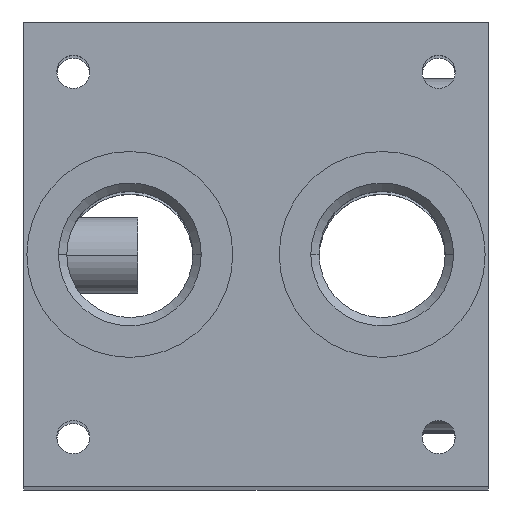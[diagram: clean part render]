
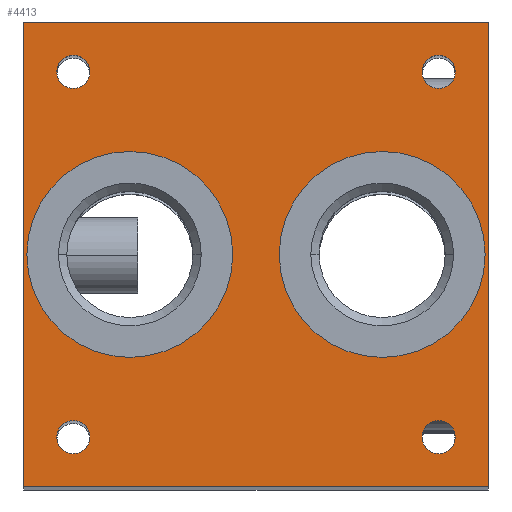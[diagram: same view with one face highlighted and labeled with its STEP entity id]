
A CAD part, top view. The second image highlights one B-rep face of the part: STEP entity #4413.
In plain terms, the highlighted planar face has unit normal (0, 0, 1).
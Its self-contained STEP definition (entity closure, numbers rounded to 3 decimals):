
#123 = DIRECTION ( 'NONE',  ( 0., 0., 1. ) ) ;
#125 = DIRECTION ( 'NONE',  ( 1., 0., 0. ) ) ;
#350 = ORIENTED_EDGE ( 'NONE', *, *, #8007, .T. ) ;
#356 = DIRECTION ( 'NONE',  ( 1., 0., 0. ) ) ;
#376 = DIRECTION ( 'NONE',  ( 1., 0., 0. ) ) ;
#404 = VECTOR ( 'NONE', #7727, 1000. ) ;
#431 = DIRECTION ( 'NONE',  ( 0., 0., 1. ) ) ;
#500 = CIRCLE ( 'NONE', #3123, 2.5 ) ;
#562 = EDGE_CURVE ( 'NONE', #4444, #7044, #5290, .T. ) ;
#624 = EDGE_CURVE ( 'NONE', #7044, #4444, #6790, .T. ) ;
#640 = AXIS2_PLACEMENT_3D ( 'NONE', #5899, #123, #4633 ) ;
#688 = ORIENTED_EDGE ( 'NONE', *, *, #562, .F. ) ;
#767 = CARTESIAN_POINT ( 'NONE',  ( -93.058, -1.295, 135. ) ) ;
#866 = CARTESIAN_POINT ( 'NONE',  ( -23.058, 68.705, 135. ) ) ;
#1039 = EDGE_CURVE ( 'NONE', #7439, #3982, #5684, .T. ) ;
#1053 = VERTEX_POINT ( 'NONE', #5201 ) ;
#1069 = ORIENTED_EDGE ( 'NONE', *, *, #6336, .F. ) ;
#1077 = CARTESIAN_POINT ( 'NONE',  ( -88.058, 61.205, 135. ) ) ;
#1190 = EDGE_CURVE ( 'NONE', #3655, #7544, #1433, .T. ) ;
#1388 = VERTEX_POINT ( 'NONE', #5598 ) ;
#1401 = FACE_BOUND ( 'NONE', #7681, .T. ) ;
#1433 = LINE ( 'NONE', #866, #7897 ) ;
#1569 = EDGE_LOOP ( 'NONE', ( #688, #7458 ) ) ;
#1665 = CARTESIAN_POINT ( 'NONE',  ( -30.558, 61.205, 135. ) ) ;
#1872 = ORIENTED_EDGE ( 'NONE', *, *, #2891, .F. ) ;
#2005 = VERTEX_POINT ( 'NONE', #5080 ) ;
#2020 = VECTOR ( 'NONE', #4063, 1000. ) ;
#2228 = LINE ( 'NONE', #5357, #2020 ) ;
#2248 = DIRECTION ( 'NONE',  ( 0., 0., 1. ) ) ;
#2314 = DIRECTION ( 'NONE',  ( 1., 0., 0. ) ) ;
#2333 = CARTESIAN_POINT ( 'NONE',  ( -23.058, -1.295, 135. ) ) ;
#2340 = DIRECTION ( 'NONE',  ( 0., 0., 1. ) ) ;
#2352 = EDGE_CURVE ( 'NONE', #5693, #2005, #7678, .T. ) ;
#2384 = CIRCLE ( 'NONE', #6560, 15.5 ) ;
#2517 = CARTESIAN_POINT ( 'NONE',  ( -33.058, 61.205, 135. ) ) ;
#2764 = CARTESIAN_POINT ( 'NONE',  ( -88.058, 6.205, 135. ) ) ;
#2824 = LINE ( 'NONE', #767, #7758 ) ;
#2864 = EDGE_LOOP ( 'NONE', ( #5688, #8137 ) ) ;
#2891 = EDGE_CURVE ( 'NONE', #7772, #3104, #4349, .T. ) ;
#2953 = AXIS2_PLACEMENT_3D ( 'NONE', #8075, #4216, #356 ) ;
#2992 = DIRECTION ( 'NONE',  ( 0., 0., 1. ) ) ;
#3005 = CARTESIAN_POINT ( 'NONE',  ( -83.058, 61.205, 135. ) ) ;
#3040 = EDGE_CURVE ( 'NONE', #4572, #7104, #6670, .T. ) ;
#3053 = ORIENTED_EDGE ( 'NONE', *, *, #3262, .T. ) ;
#3104 = VERTEX_POINT ( 'NONE', #7087 ) ;
#3106 = ORIENTED_EDGE ( 'NONE', *, *, #1039, .F. ) ;
#3123 = AXIS2_PLACEMENT_3D ( 'NONE', #3467, #7976, #4115 ) ;
#3132 = FACE_OUTER_BOUND ( 'NONE', #6891, .T. ) ;
#3222 = CARTESIAN_POINT ( 'NONE',  ( -93.058, 68.705, 135. ) ) ;
#3257 = DIRECTION ( 'NONE',  ( 0., 0., 1. ) ) ;
#3262 = EDGE_CURVE ( 'NONE', #1388, #1053, #2228, .T. ) ;
#3315 = CARTESIAN_POINT ( 'NONE',  ( -23.058, 68.705, 135. ) ) ;
#3334 = FACE_BOUND ( 'NONE', #3973, .T. ) ;
#3336 = DIRECTION ( 'NONE',  ( 0., 0., 1. ) ) ;
#3467 = CARTESIAN_POINT ( 'NONE',  ( -30.558, 6.205, 135. ) ) ;
#3510 = AXIS2_PLACEMENT_3D ( 'NONE', #1665, #6190, #2314 ) ;
#3601 = DIRECTION ( 'NONE',  ( 0., 0., 1. ) ) ;
#3655 = VERTEX_POINT ( 'NONE', #2333 ) ;
#3768 = AXIS2_PLACEMENT_3D ( 'NONE', #7629, #3784, #8293 ) ;
#3784 = DIRECTION ( 'NONE',  ( 0., 0., 1. ) ) ;
#3803 = CARTESIAN_POINT ( 'NONE',  ( -33.058, 6.205, 135. ) ) ;
#3930 = CIRCLE ( 'NONE', #3510, 2.5 ) ;
#3973 = EDGE_LOOP ( 'NONE', ( #5226, #6202 ) ) ;
#3982 = VERTEX_POINT ( 'NONE', #6023 ) ;
#3991 = PLANE ( 'NONE',  #640 ) ;
#4063 = DIRECTION ( 'NONE',  ( 0., -1., 0. ) ) ;
#4115 = DIRECTION ( 'NONE',  ( 1., 0., 0. ) ) ;
#4216 = DIRECTION ( 'NONE',  ( 0., 0., 1. ) ) ;
#4237 = DIRECTION ( 'NONE',  ( 0., 0., 1. ) ) ;
#4297 = CARTESIAN_POINT ( 'NONE',  ( -85.558, 61.205, 135. ) ) ;
#4349 = CIRCLE ( 'NONE', #6936, 15.5 ) ;
#4394 = AXIS2_PLACEMENT_3D ( 'NONE', #7103, #3257, #7766 ) ;
#4413 = ADVANCED_FACE ( 'NONE', ( #5054, #3334, #8278, #6546, #4854, #3132, #1401 ), #3991, .T. ) ;
#4441 = EDGE_LOOP ( 'NONE', ( #8179, #1872 ) ) ;
#4444 = VERTEX_POINT ( 'NONE', #7876 ) ;
#4458 = AXIS2_PLACEMENT_3D ( 'NONE', #4297, #431, #4937 ) ;
#4567 = AXIS2_PLACEMENT_3D ( 'NONE', #7455, #3601, #8111 ) ;
#4572 = VERTEX_POINT ( 'NONE', #2517 ) ;
#4633 = DIRECTION ( 'NONE',  ( 1., 0., 0. ) ) ;
#4802 = CARTESIAN_POINT ( 'NONE',  ( -28.058, 61.205, 135. ) ) ;
#4846 = EDGE_CURVE ( 'NONE', #7104, #4572, #3930, .T. ) ;
#4854 = FACE_BOUND ( 'NONE', #4441, .T. ) ;
#4917 = VERTEX_POINT ( 'NONE', #1077 ) ;
#4937 = DIRECTION ( 'NONE',  ( 1., 0., 0. ) ) ;
#5003 = ORIENTED_EDGE ( 'NONE', *, *, #5527, .F. ) ;
#5054 = FACE_BOUND ( 'NONE', #2864, .T. ) ;
#5080 = CARTESIAN_POINT ( 'NONE',  ( -28.058, 6.205, 135. ) ) ;
#5201 = CARTESIAN_POINT ( 'NONE',  ( -93.058, -1.295, 135. ) ) ;
#5226 = ORIENTED_EDGE ( 'NONE', *, *, #4846, .F. ) ;
#5287 = AXIS2_PLACEMENT_3D ( 'NONE', #6116, #2248, #6752 ) ;
#5290 = CIRCLE ( 'NONE', #6871, 2.5 ) ;
#5357 = CARTESIAN_POINT ( 'NONE',  ( -93.058, 68.705, 135. ) ) ;
#5376 = DIRECTION ( 'NONE',  ( 0., 1., 0. ) ) ;
#5527 = EDGE_CURVE ( 'NONE', #7855, #4917, #7642, .T. ) ;
#5598 = CARTESIAN_POINT ( 'NONE',  ( -93.058, 68.705, 135. ) ) ;
#5684 = CIRCLE ( 'NONE', #4394, 15.5 ) ;
#5688 = ORIENTED_EDGE ( 'NONE', *, *, #8249, .F. ) ;
#5693 = VERTEX_POINT ( 'NONE', #3803 ) ;
#5899 = CARTESIAN_POINT ( 'NONE',  ( -93.058, -1.295, 135. ) ) ;
#5985 = EDGE_CURVE ( 'NONE', #3104, #7772, #7843, .T. ) ;
#6023 = CARTESIAN_POINT ( 'NONE',  ( -23.558, 33.705, 135. ) ) ;
#6116 = CARTESIAN_POINT ( 'NONE',  ( -85.558, 61.205, 135. ) ) ;
#6190 = DIRECTION ( 'NONE',  ( 0., 0., 1. ) ) ;
#6202 = ORIENTED_EDGE ( 'NONE', *, *, #3040, .F. ) ;
#6212 = CARTESIAN_POINT ( 'NONE',  ( -85.558, 6.205, 135. ) ) ;
#6336 = EDGE_CURVE ( 'NONE', #3982, #7439, #2384, .T. ) ;
#6432 = CARTESIAN_POINT ( 'NONE',  ( -54.558, 33.705, 135. ) ) ;
#6546 = FACE_BOUND ( 'NONE', #6865, .T. ) ;
#6560 = AXIS2_PLACEMENT_3D ( 'NONE', #7180, #3336, #7841 ) ;
#6670 = CIRCLE ( 'NONE', #3768, 2.5 ) ;
#6745 = CIRCLE ( 'NONE', #5287, 2.5 ) ;
#6752 = DIRECTION ( 'NONE',  ( 1., 0., 0. ) ) ;
#6776 = CARTESIAN_POINT ( 'NONE',  ( -92.558, 33.705, 135. ) ) ;
#6790 = CIRCLE ( 'NONE', #8178, 2.5 ) ;
#6844 = DIRECTION ( 'NONE',  ( 1., 0., 0. ) ) ;
#6845 = CARTESIAN_POINT ( 'NONE',  ( -77.058, 33.705, 135. ) ) ;
#6865 = EDGE_LOOP ( 'NONE', ( #5003, #8071 ) ) ;
#6871 = AXIS2_PLACEMENT_3D ( 'NONE', #8105, #4237, #376 ) ;
#6891 = EDGE_LOOP ( 'NONE', ( #3053, #7167, #7340, #350 ) ) ;
#6936 = AXIS2_PLACEMENT_3D ( 'NONE', #6845, #2992, #7503 ) ;
#7044 = VERTEX_POINT ( 'NONE', #2764 ) ;
#7087 = CARTESIAN_POINT ( 'NONE',  ( -61.558, 33.705, 135. ) ) ;
#7103 = CARTESIAN_POINT ( 'NONE',  ( -39.058, 33.705, 135. ) ) ;
#7104 = VERTEX_POINT ( 'NONE', #4802 ) ;
#7167 = ORIENTED_EDGE ( 'NONE', *, *, #8146, .T. ) ;
#7180 = CARTESIAN_POINT ( 'NONE',  ( -39.058, 33.705, 135. ) ) ;
#7340 = ORIENTED_EDGE ( 'NONE', *, *, #1190, .T. ) ;
#7439 = VERTEX_POINT ( 'NONE', #6432 ) ;
#7455 = CARTESIAN_POINT ( 'NONE',  ( -77.058, 33.705, 135. ) ) ;
#7458 = ORIENTED_EDGE ( 'NONE', *, *, #624, .F. ) ;
#7460 = LINE ( 'NONE', #3222, #404 ) ;
#7503 = DIRECTION ( 'NONE',  ( 1., 0., 0. ) ) ;
#7544 = VERTEX_POINT ( 'NONE', #3315 ) ;
#7629 = CARTESIAN_POINT ( 'NONE',  ( -30.558, 61.205, 135. ) ) ;
#7642 = CIRCLE ( 'NONE', #4458, 2.5 ) ;
#7678 = CIRCLE ( 'NONE', #2953, 2.5 ) ;
#7681 = EDGE_LOOP ( 'NONE', ( #1069, #3106 ) ) ;
#7727 = DIRECTION ( 'NONE',  ( -1., 0., 0. ) ) ;
#7758 = VECTOR ( 'NONE', #125, 1000. ) ;
#7766 = DIRECTION ( 'NONE',  ( 1., 0., 0. ) ) ;
#7772 = VERTEX_POINT ( 'NONE', #6776 ) ;
#7841 = DIRECTION ( 'NONE',  ( 1., 0., 0. ) ) ;
#7843 = CIRCLE ( 'NONE', #4567, 15.5 ) ;
#7855 = VERTEX_POINT ( 'NONE', #3005 ) ;
#7876 = CARTESIAN_POINT ( 'NONE',  ( -83.058, 6.205, 135. ) ) ;
#7897 = VECTOR ( 'NONE', #5376, 1000. ) ;
#7976 = DIRECTION ( 'NONE',  ( 0., 0., 1. ) ) ;
#8007 = EDGE_CURVE ( 'NONE', #7544, #1388, #7460, .T. ) ;
#8071 = ORIENTED_EDGE ( 'NONE', *, *, #8308, .F. ) ;
#8075 = CARTESIAN_POINT ( 'NONE',  ( -30.558, 6.205, 135. ) ) ;
#8105 = CARTESIAN_POINT ( 'NONE',  ( -85.558, 6.205, 135. ) ) ;
#8111 = DIRECTION ( 'NONE',  ( 1., 0., 0. ) ) ;
#8137 = ORIENTED_EDGE ( 'NONE', *, *, #2352, .F. ) ;
#8146 = EDGE_CURVE ( 'NONE', #1053, #3655, #2824, .T. ) ;
#8178 = AXIS2_PLACEMENT_3D ( 'NONE', #6212, #2340, #6844 ) ;
#8179 = ORIENTED_EDGE ( 'NONE', *, *, #5985, .F. ) ;
#8249 = EDGE_CURVE ( 'NONE', #2005, #5693, #500, .T. ) ;
#8278 = FACE_BOUND ( 'NONE', #1569, .T. ) ;
#8293 = DIRECTION ( 'NONE',  ( 1., 0., 0. ) ) ;
#8308 = EDGE_CURVE ( 'NONE', #4917, #7855, #6745, .T. ) ;
